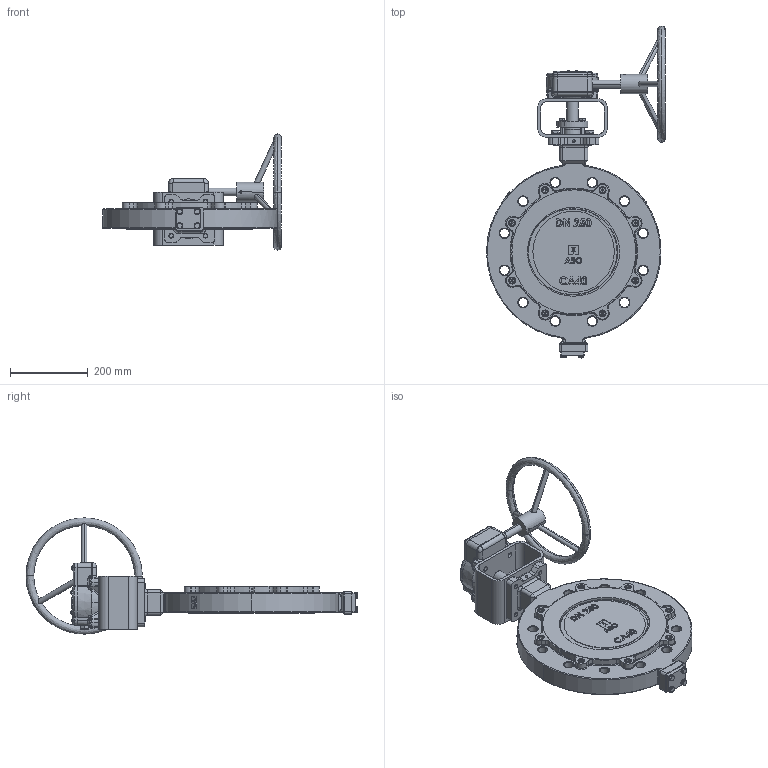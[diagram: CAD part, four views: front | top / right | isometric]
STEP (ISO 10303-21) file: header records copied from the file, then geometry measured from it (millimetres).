
FILE_DESCRIPTION (( 'STEP AP214' ), '1' );
FILE_NAME ('35L4T25003_40.STEP', '2024-08-06T05:23:40', ( '' ), ( '' ), 'SwSTEP 2.0', 'SolidWorks 2022', '' );
FILE_SCHEMA (( 'AUTOMOTIVE_DESIGN' ));
Length unit declared in the file: millimetre
Products named in the file (1): 35L4T25003_40
Bounding box: 461.5 x 856.4 x 300 mm (x, y, z)
Volume: 10118898.9 mm3; surface area: 1017414.6 mm2
Topology: 27 solids, 72 shells, 4779 faces, 11982 edges, 7568 vertices
Faces by surface type: plane 2006, bspline 1252, cylinder 814, cone 556, torus 141, sphere 10
Entity records: 275433 total; most frequent: CARTESIAN_POINT 117528, ORIENTED_EDGE 23744, DIRECTION 18481, EDGE_CURVE 11872, VERTEX_POINT 7568, AXIS2_PLACEMENT_3D 6204, LINE 6073, VECTOR 6073
